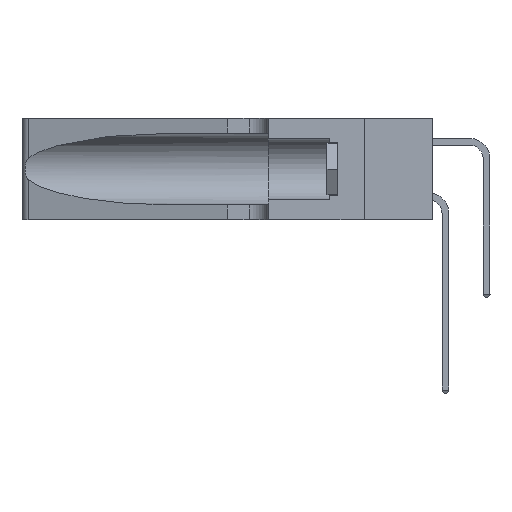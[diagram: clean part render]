
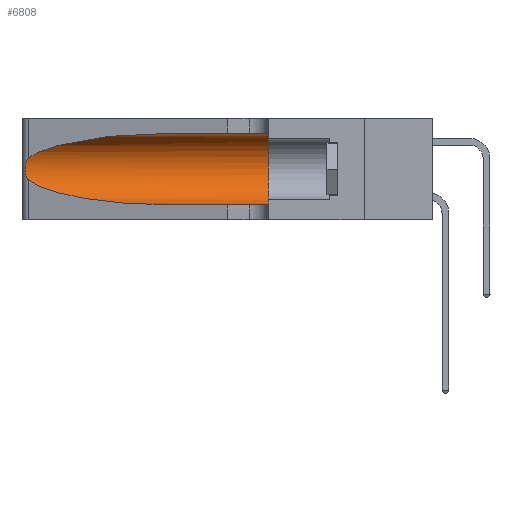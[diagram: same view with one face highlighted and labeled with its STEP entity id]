
A CAD part, left-side view. The second image highlights one B-rep face of the part: STEP entity #6808.
In plain terms, the highlighted cylindrical face has radius 3.308 mm (diameter 6.617 mm), a partial arc.
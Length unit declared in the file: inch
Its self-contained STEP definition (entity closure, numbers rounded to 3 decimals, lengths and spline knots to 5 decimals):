
#29 = CARTESIAN_POINT ( 'NONE',  ( 0.1305, 1.61858, 0.31525 ) ) ;
#210 = EDGE_CURVE ( 'NONE', #18287, #7188, #17518, .T. ) ;
#629 = EDGE_CURVE ( 'NONE', #3695, #4549, #20028, .T. ) ;
#965 = AXIS2_PLACEMENT_3D ( 'NONE', #8152, #15330, #16904 ) ;
#1169 = CARTESIAN_POINT ( 'NONE',  ( 0.25789, 1.23486, 0.15765 ) ) ;
#1541 = CARTESIAN_POINT ( 'NONE',  ( 0.2373, 1.15595, 0.28018 ) ) ;
#1571 = CARTESIAN_POINT ( 'NONE',  ( 0.1305, 0.72297, 0.05475 ) ) ;
#2246 = FACE_OUTER_BOUND ( 'NONE', #2413, .T. ) ;
#2413 = EDGE_LOOP ( 'NONE', ( #5080, #12723, #8708, #5194, #17181, #17087 ) ) ;
#2421 = CARTESIAN_POINT ( 'NONE',  ( 0.25555, 1.22994, 0.2215 ) ) ;
#2889 = EDGE_CURVE ( 'NONE', #11115, #3695, #10518, .T. ) ;
#3607 = AXIS2_PLACEMENT_3D ( 'NONE', #18620, #13299, #12089 ) ;
#3695 = VERTEX_POINT ( 'NONE', #17186 ) ;
#4181 = EDGE_CURVE ( 'NONE', #21599, #7188, #13897, .T. ) ;
#4549 = VERTEX_POINT ( 'NONE', #11989 ) ;
#5080 = ORIENTED_EDGE ( 'NONE', *, *, #2889, .T. ) ;
#5085 = CARTESIAN_POINT ( 'NONE',  ( 0.25487, 1.22718, 0.22369 ) ) ;
#5194 = ORIENTED_EDGE ( 'NONE', *, *, #210, .T. ) ;
#5809 = CARTESIAN_POINT ( 'NONE',  ( 0.25787, 1.23484, 0.2124 ) ) ;
#5824 = CARTESIAN_POINT ( 'NONE',  ( 0.1305, 0.72297, 0.05475 ) ) ;
#5959 = CARTESIAN_POINT ( 'NONE',  ( 0.26075, 1.23896, 0.178 ) ) ;
#6367 = VECTOR ( 'NONE', #11967, 39.37008 ) ;
#6483 = CARTESIAN_POINT ( 'NONE',  ( 0.25487, 1.22718, 0.22369 ) ) ;
#6808 = ADVANCED_FACE ( 'NONE', ( #2246 ), #10672, .F. ) ;
#7188 = VERTEX_POINT ( 'NONE', #18938 ) ;
#8152 = CARTESIAN_POINT ( 'NONE',  ( 0.1305, 1.61858, 0.185 ) ) ;
#8708 = ORIENTED_EDGE ( 'NONE', *, *, #21710, .T. ) ;
#9191 = CARTESIAN_POINT ( 'NONE',  ( 0.25487, 1.22718, 0.14631 ) ) ;
#10379 = VECTOR ( 'NONE', #18857, 39.37008 ) ;
#10445 = CARTESIAN_POINT ( 'NONE',  ( 0.1305, 0.35, 0.31525 ) ) ;
#10518 =( BOUNDED_CURVE ( )  B_SPLINE_CURVE ( 3, ( #18558, #11627, #1541, #5085 ),
 .UNSPECIFIED., .F., .T. ) 
 B_SPLINE_CURVE_WITH_KNOTS ( ( 4, 4 ),
 ( 1.5708, 2.84003 ),
 .UNSPECIFIED. ) 
 CURVE ( )  GEOMETRIC_REPRESENTATION_ITEM ( )  RATIONAL_B_SPLINE_CURVE ( ( 1., 0.87, 0.87, 1. ) ) 
 REPRESENTATION_ITEM ( '' )  );
#10672 = CYLINDRICAL_SURFACE ( 'NONE', #965, 0.13025 ) ;
#11115 = VERTEX_POINT ( 'NONE', #17725 ) ;
#11627 = CARTESIAN_POINT ( 'NONE',  ( 0.18966, 0.96281, 0.31525 ) ) ;
#11967 = DIRECTION ( 'NONE',  ( 0., -1., 0. ) ) ;
#11989 = CARTESIAN_POINT ( 'NONE',  ( 0.25487, 1.22718, 0.14631 ) ) ;
#12089 = DIRECTION ( 'NONE',  ( 0., 0., 1. ) ) ;
#12567 = CARTESIAN_POINT ( 'NONE',  ( 0.25487, 1.22718, 0.14631 ) ) ;
#12723 = ORIENTED_EDGE ( 'NONE', *, *, #629, .T. ) ;
#13299 = DIRECTION ( 'NONE',  ( 0., 1., 0. ) ) ;
#13716 = LINE ( 'NONE', #29, #6367 ) ;
#13897 = CIRCLE ( 'NONE', #3607, 0.13025 ) ;
#14197 = CARTESIAN_POINT ( 'NONE',  ( 0.2373, 1.15595, 0.08982 ) ) ;
#14484 = CARTESIAN_POINT ( 'NONE',  ( 0.26075, 1.23896, 0.19203 ) ) ;
#14712 = EDGE_CURVE ( 'NONE', #11115, #21599, #13716, .T. ) ;
#14928 = CARTESIAN_POINT ( 'NONE',  ( 0.25639, 1.23186, 0.15144 ) ) ;
#15330 = DIRECTION ( 'NONE',  ( 0., -1., 0. ) ) ;
#15908 = CARTESIAN_POINT ( 'NONE',  ( 0.25639, 1.23184, 0.21858 ) ) ;
#16059 = CARTESIAN_POINT ( 'NONE',  ( 0.26018, 1.23835, 0.19895 ) ) ;
#16093 =( BOUNDED_CURVE ( )  B_SPLINE_CURVE ( 3, ( #9191, #14197, #19391, #5824 ),
 .UNSPECIFIED., .F., .F. ) 
 B_SPLINE_CURVE_WITH_KNOTS ( ( 4, 4 ),
 ( 3.44316, 4.71239 ),
 .UNSPECIFIED. ) 
 CURVE ( )  GEOMETRIC_REPRESENTATION_ITEM ( )  RATIONAL_B_SPLINE_CURVE ( ( 1., 0.87, 0.87, 1. ) ) 
 REPRESENTATION_ITEM ( '' )  );
#16904 = DIRECTION ( 'NONE',  ( 0., 0., -1. ) ) ;
#17087 = ORIENTED_EDGE ( 'NONE', *, *, #14712, .F. ) ;
#17181 = ORIENTED_EDGE ( 'NONE', *, *, #4181, .F. ) ;
#17186 = CARTESIAN_POINT ( 'NONE',  ( 0.25487, 1.22718, 0.22369 ) ) ;
#17518 = LINE ( 'NONE', #20565, #10379 ) ;
#17583 = CARTESIAN_POINT ( 'NONE',  ( 0.25555, 1.22993, 0.14849 ) ) ;
#17725 = CARTESIAN_POINT ( 'NONE',  ( 0.1305, 0.72297, 0.31525 ) ) ;
#18287 = VERTEX_POINT ( 'NONE', #1571 ) ;
#18488 = CARTESIAN_POINT ( 'NONE',  ( 0.26017, 1.23833, 0.17102 ) ) ;
#18556 = CARTESIAN_POINT ( 'NONE',  ( 0.25856, 1.23593, 0.16098 ) ) ;
#18558 = CARTESIAN_POINT ( 'NONE',  ( 0.1305, 0.72297, 0.31525 ) ) ;
#18620 = CARTESIAN_POINT ( 'NONE',  ( 0.1305, 0.35, 0.185 ) ) ;
#18857 = DIRECTION ( 'NONE',  ( 0., -1., 0. ) ) ;
#18938 = CARTESIAN_POINT ( 'NONE',  ( 0.1305, 0.35, 0.05475 ) ) ;
#19391 = CARTESIAN_POINT ( 'NONE',  ( 0.18966, 0.96281, 0.05475 ) ) ;
#20028 = B_SPLINE_CURVE_WITH_KNOTS ( 'NONE', 3,
 ( #6483, #2421, #15908, #5809, #20636, #16059, #14484, #5959, #18488, #18556, #1169, #14928, #17583, #12567 ),
 .UNSPECIFIED., .F., .F.,
 ( 4, 2, 2, 2, 2, 2, 4 ),
 ( 0., 0.00027, 0.00053, 0.00107, 0.0016, 0.00187, 0.00214 ),
 .UNSPECIFIED. ) ;
#20565 = CARTESIAN_POINT ( 'NONE',  ( 0.1305, 1.61858, 0.05475 ) ) ;
#20636 = CARTESIAN_POINT ( 'NONE',  ( 0.25854, 1.2359, 0.20912 ) ) ;
#21599 = VERTEX_POINT ( 'NONE', #10445 ) ;
#21710 = EDGE_CURVE ( 'NONE', #4549, #18287, #16093, .T. ) ;
